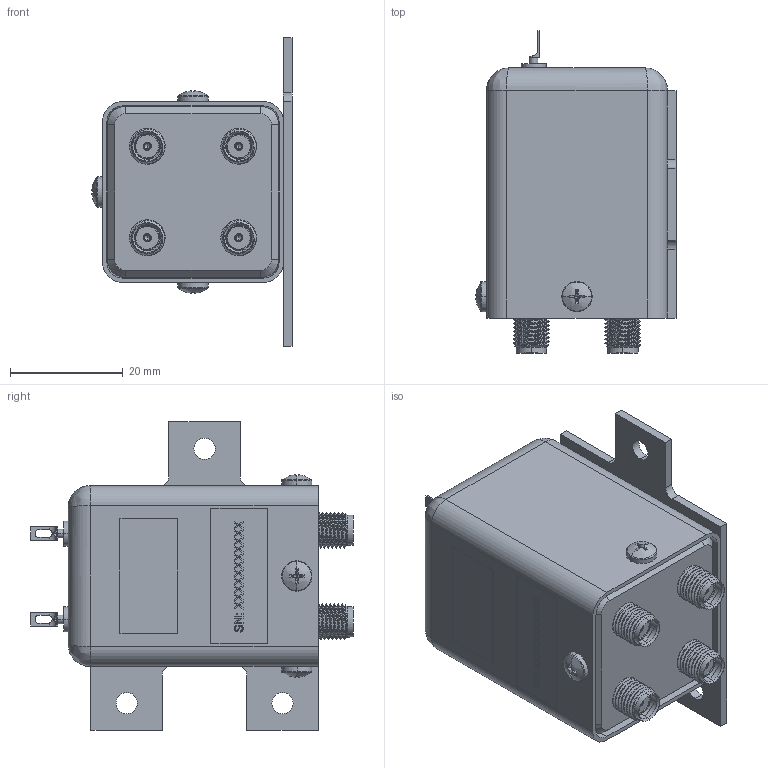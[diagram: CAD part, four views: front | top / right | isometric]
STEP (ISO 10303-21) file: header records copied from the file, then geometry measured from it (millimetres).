
FILE_DESCRIPTION (( 'STEP AP214' ), '1' );
FILE_NAME ('FMSW6555_3D.step', '2023-02-16T17:50:41', ( '' ), ( '' ), 'SwSTEP 2.0', 'SolidWorks 2022', '' );
FILE_SCHEMA (( 'AUTOMOTIVE_DESIGN' ));
Length unit declared in the file: inch
Products named in the file (10): LABEL ILS-100-02; R040194-e360; R09003-2HOLE; FMSW6555_3D; A22029002-e360_2; A22021007; A12075Y05_-403; A12075Y04_-401_2; A12075Y05_-203; R040691-e360_-03_5
Assembly tree (16 placements, depth 2):
  FMSW6555_3D
    A22021007
    A22029002-e360_2  x4
    R09003-2HOLE
    A12075Y05_-203  x2
    A12075Y05_-403
    A12075Y04_-401_2  x3
    R040691-e360_-03_5  x2
    R040194-e360
    LABEL ILS-100-02
Bounding box: 35.56 x 57.26 x 54.86 mm (x, y, z)
Volume: 14074 mm3; surface area: 22094.3 mm2
Topology: 12 solids, 24 shells, 908 faces, 2371 edges, 1539 vertices
Faces by surface type: plane 366, cylinder 302, bspline 164, cone 76
Entity records: 25775 total; most frequent: CARTESIAN_POINT 9731, ORIENTED_EDGE 2798, DIRECTION 2268, EDGE_CURVE 1400, VERTEX_POINT 917, VECTOR 870, LINE 870, AXIS2_PLACEMENT_3D 699
